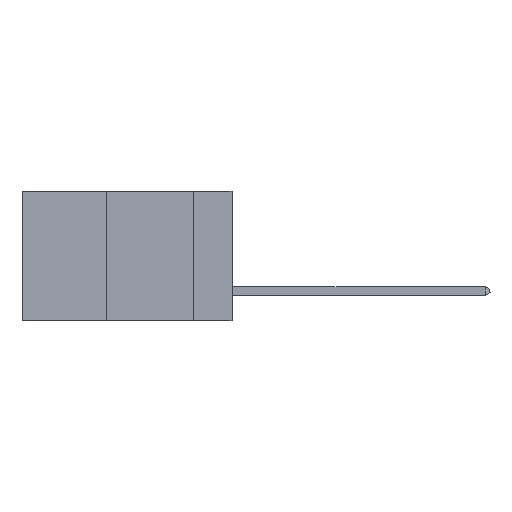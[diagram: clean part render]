
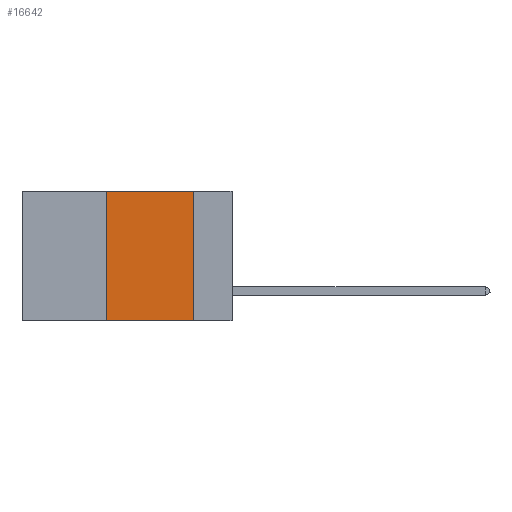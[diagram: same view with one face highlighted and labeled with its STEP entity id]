
A CAD part, left-side view. The second image highlights one B-rep face of the part: STEP entity #16642.
In plain terms, the highlighted planar face has unit normal (-1, 0, 0).
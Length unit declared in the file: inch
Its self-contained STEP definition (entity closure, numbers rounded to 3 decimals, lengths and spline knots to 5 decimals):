
#1042 = CARTESIAN_POINT ( 'NONE',  ( 0., 0.11, -0.37 ) ) ;
#1436 = LINE ( 'NONE', #29474, #8056 ) ;
#1459 = VERTEX_POINT ( 'NONE', #20326 ) ;
#1631 = DIRECTION ( 'NONE',  ( 0., -1., 0. ) ) ;
#1937 = FACE_OUTER_BOUND ( 'NONE', #28973, .T. ) ;
#3818 = CARTESIAN_POINT ( 'NONE',  ( 0., 0.6, 0. ) ) ;
#4162 = DIRECTION ( 'NONE',  ( 0., 0., -1. ) ) ;
#4745 = VECTOR ( 'NONE', #19803, 39.37008 ) ;
#5630 = CARTESIAN_POINT ( 'NONE',  ( 0., 0.36, 0. ) ) ;
#8050 = ORIENTED_EDGE ( 'NONE', *, *, #12481, .F. ) ;
#8056 = VECTOR ( 'NONE', #4162, 39.37008 ) ;
#9514 = VECTOR ( 'NONE', #1631, 39.37008 ) ;
#10399 = EDGE_CURVE ( 'NONE', #12531, #23200, #15789, .T. ) ;
#11881 = CARTESIAN_POINT ( 'NONE',  ( 0., 0.11, 0. ) ) ;
#12481 = EDGE_CURVE ( 'NONE', #1459, #24324, #14775, .T. ) ;
#12531 = VERTEX_POINT ( 'NONE', #17204 ) ;
#13676 = CARTESIAN_POINT ( 'NONE',  ( 0., 0.6, 0. ) ) ;
#14775 = LINE ( 'NONE', #3818, #4745 ) ;
#15651 = DIRECTION ( 'NONE',  ( 1., 0., 0. ) ) ;
#15789 = LINE ( 'NONE', #20213, #9514 ) ;
#15949 = PLANE ( 'NONE',  #18635 ) ;
#16642 = ADVANCED_FACE ( 'NONE', ( #1937 ), #15949, .F. ) ;
#17204 = CARTESIAN_POINT ( 'NONE',  ( 0., 0.36, -0.37 ) ) ;
#18635 = AXIS2_PLACEMENT_3D ( 'NONE', #13676, #15651, #22962 ) ;
#19803 = DIRECTION ( 'NONE',  ( 0., -1., 0. ) ) ;
#20213 = CARTESIAN_POINT ( 'NONE',  ( 0., 0.6, -0.37 ) ) ;
#20326 = CARTESIAN_POINT ( 'NONE',  ( 0., 0.36, 0. ) ) ;
#20974 = ORIENTED_EDGE ( 'NONE', *, *, #10399, .T. ) ;
#21082 = ORIENTED_EDGE ( 'NONE', *, *, #25728, .F. ) ;
#21928 = DIRECTION ( 'NONE',  ( 0., 0., 1. ) ) ;
#22962 = DIRECTION ( 'NONE',  ( 0., 0., -1. ) ) ;
#23200 = VERTEX_POINT ( 'NONE', #1042 ) ;
#24324 = VERTEX_POINT ( 'NONE', #11881 ) ;
#25066 = VECTOR ( 'NONE', #21928, 39.37008 ) ;
#25728 = EDGE_CURVE ( 'NONE', #12531, #1459, #28652, .T. ) ;
#25998 = ORIENTED_EDGE ( 'NONE', *, *, #28254, .F. ) ;
#28254 = EDGE_CURVE ( 'NONE', #24324, #23200, #1436, .T. ) ;
#28652 = LINE ( 'NONE', #5630, #25066 ) ;
#28973 = EDGE_LOOP ( 'NONE', ( #25998, #8050, #21082, #20974 ) ) ;
#29474 = CARTESIAN_POINT ( 'NONE',  ( 0., 0.11, 0. ) ) ;
